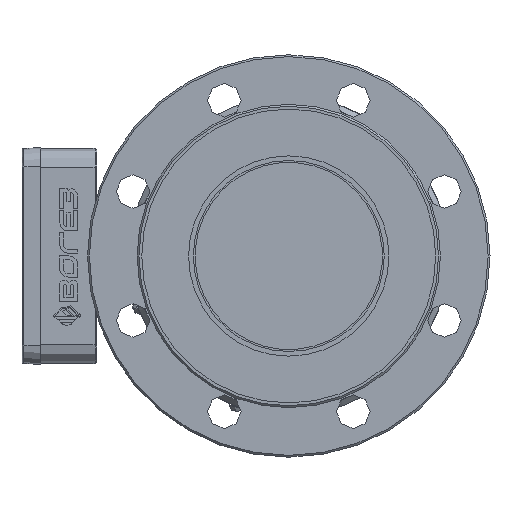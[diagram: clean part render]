
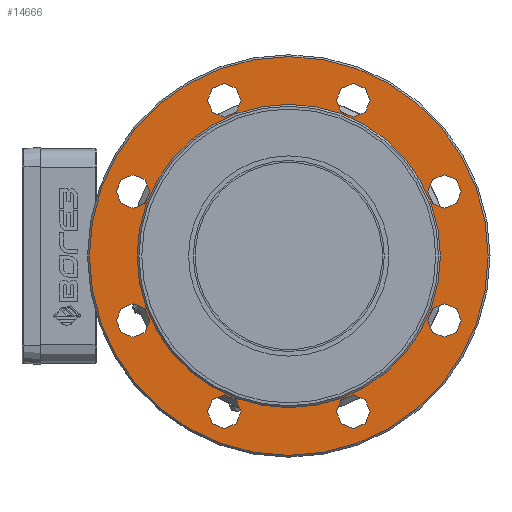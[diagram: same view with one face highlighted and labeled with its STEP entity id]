
A CAD part, left-side view. The second image highlights one B-rep face of the part: STEP entity #14666.
In plain terms, the highlighted planar face has unit normal (-1, 0, 0).
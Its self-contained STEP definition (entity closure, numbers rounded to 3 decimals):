
#136=FACE_BOUND('',#2259,.T.);
#137=FACE_BOUND('',#2260,.T.);
#138=FACE_BOUND('',#2261,.T.);
#139=FACE_BOUND('',#2262,.T.);
#140=FACE_BOUND('',#2263,.T.);
#141=FACE_BOUND('',#2264,.T.);
#142=FACE_BOUND('',#2265,.T.);
#143=FACE_BOUND('',#2266,.T.);
#144=FACE_BOUND('',#2267,.T.);
#145=FACE_BOUND('',#2268,.T.);
#146=FACE_BOUND('',#2269,.T.);
#147=FACE_BOUND('',#2270,.T.);
#148=FACE_BOUND('',#2271,.T.);
#149=FACE_BOUND('',#2272,.T.);
#150=FACE_BOUND('',#2273,.T.);
#151=FACE_BOUND('',#2274,.T.);
#152=FACE_BOUND('',#2275,.T.);
#430=CIRCLE('',#15599,9.);
#431=CIRCLE('',#15601,9.);
#432=CIRCLE('',#15603,9.);
#433=CIRCLE('',#15605,9.);
#434=CIRCLE('',#15607,9.);
#435=CIRCLE('',#15609,9.);
#436=CIRCLE('',#15611,9.);
#437=CIRCLE('',#15613,9.);
#460=CIRCLE('',#15655,106.5);
#461=CIRCLE('',#15656,3.);
#462=CIRCLE('',#15657,71.);
#463=CIRCLE('',#15658,3.);
#464=CIRCLE('',#15659,3.);
#465=CIRCLE('',#15660,3.);
#466=CIRCLE('',#15661,3.);
#467=CIRCLE('',#15662,3.);
#468=CIRCLE('',#15663,3.);
#469=CIRCLE('',#15664,3.);
#1339=FACE_OUTER_BOUND('',#2258,.T.);
#2258=EDGE_LOOP('',(#9737));
#2259=EDGE_LOOP('',(#9738));
#2260=EDGE_LOOP('',(#9739));
#2261=EDGE_LOOP('',(#9740));
#2262=EDGE_LOOP('',(#9741));
#2263=EDGE_LOOP('',(#9742));
#2264=EDGE_LOOP('',(#9743));
#2265=EDGE_LOOP('',(#9744));
#2266=EDGE_LOOP('',(#9745));
#2267=EDGE_LOOP('',(#9746));
#2268=EDGE_LOOP('',(#9747));
#2269=EDGE_LOOP('',(#9748));
#2270=EDGE_LOOP('',(#9749));
#2271=EDGE_LOOP('',(#9750));
#2272=EDGE_LOOP('',(#9751));
#2273=EDGE_LOOP('',(#9752));
#2274=EDGE_LOOP('',(#9753));
#2275=EDGE_LOOP('',(#9754));
#6013=VERTEX_POINT('',#23345);
#6014=VERTEX_POINT('',#23348);
#6015=VERTEX_POINT('',#23351);
#6016=VERTEX_POINT('',#23354);
#6017=VERTEX_POINT('',#23357);
#6018=VERTEX_POINT('',#23360);
#6019=VERTEX_POINT('',#23363);
#6020=VERTEX_POINT('',#23366);
#6039=VERTEX_POINT('',#23431);
#6040=VERTEX_POINT('',#23433);
#6041=VERTEX_POINT('',#23435);
#6042=VERTEX_POINT('',#23437);
#6043=VERTEX_POINT('',#23439);
#6044=VERTEX_POINT('',#23441);
#6045=VERTEX_POINT('',#23443);
#6046=VERTEX_POINT('',#23445);
#6047=VERTEX_POINT('',#23447);
#6048=VERTEX_POINT('',#23449);
#7489=EDGE_CURVE('',#6013,#6013,#430,.F.);
#7490=EDGE_CURVE('',#6014,#6014,#431,.F.);
#7491=EDGE_CURVE('',#6015,#6015,#432,.F.);
#7492=EDGE_CURVE('',#6016,#6016,#433,.F.);
#7493=EDGE_CURVE('',#6017,#6017,#434,.F.);
#7494=EDGE_CURVE('',#6018,#6018,#435,.F.);
#7495=EDGE_CURVE('',#6019,#6019,#436,.F.);
#7496=EDGE_CURVE('',#6020,#6020,#437,.F.);
#7523=EDGE_CURVE('',#6039,#6039,#460,.T.);
#7524=EDGE_CURVE('',#6040,#6040,#461,.T.);
#7525=EDGE_CURVE('',#6041,#6041,#462,.T.);
#7526=EDGE_CURVE('',#6042,#6042,#463,.T.);
#7527=EDGE_CURVE('',#6043,#6043,#464,.T.);
#7528=EDGE_CURVE('',#6044,#6044,#465,.T.);
#7529=EDGE_CURVE('',#6045,#6045,#466,.T.);
#7530=EDGE_CURVE('',#6046,#6046,#467,.T.);
#7531=EDGE_CURVE('',#6047,#6047,#468,.T.);
#7532=EDGE_CURVE('',#6048,#6048,#469,.T.);
#9737=ORIENTED_EDGE('',*,*,#7523,.F.);
#9738=ORIENTED_EDGE('',*,*,#7524,.F.);
#9739=ORIENTED_EDGE('',*,*,#7489,.T.);
#9740=ORIENTED_EDGE('',*,*,#7490,.T.);
#9741=ORIENTED_EDGE('',*,*,#7491,.T.);
#9742=ORIENTED_EDGE('',*,*,#7492,.T.);
#9743=ORIENTED_EDGE('',*,*,#7525,.T.);
#9744=ORIENTED_EDGE('',*,*,#7493,.T.);
#9745=ORIENTED_EDGE('',*,*,#7494,.T.);
#9746=ORIENTED_EDGE('',*,*,#7495,.T.);
#9747=ORIENTED_EDGE('',*,*,#7496,.T.);
#9748=ORIENTED_EDGE('',*,*,#7526,.F.);
#9749=ORIENTED_EDGE('',*,*,#7527,.F.);
#9750=ORIENTED_EDGE('',*,*,#7528,.F.);
#9751=ORIENTED_EDGE('',*,*,#7529,.F.);
#9752=ORIENTED_EDGE('',*,*,#7530,.F.);
#9753=ORIENTED_EDGE('',*,*,#7531,.F.);
#9754=ORIENTED_EDGE('',*,*,#7532,.F.);
#13576=PLANE('',#15654);
#14666=ADVANCED_FACE('',(#1339,#136,#137,#138,#139,#140,#141,#142,#143,
#144,#145,#146,#147,#148,#149,#150,#151,#152),#13576,.T.);
#15599=AXIS2_PLACEMENT_3D('',#23346,#17317,#17318);
#15601=AXIS2_PLACEMENT_3D('',#23349,#17321,#17322);
#15603=AXIS2_PLACEMENT_3D('',#23352,#17325,#17326);
#15605=AXIS2_PLACEMENT_3D('',#23355,#17329,#17330);
#15607=AXIS2_PLACEMENT_3D('',#23358,#17333,#17334);
#15609=AXIS2_PLACEMENT_3D('',#23361,#17337,#17338);
#15611=AXIS2_PLACEMENT_3D('',#23364,#17341,#17342);
#15613=AXIS2_PLACEMENT_3D('',#23367,#17345,#17346);
#15654=AXIS2_PLACEMENT_3D('',#23430,#17431,#17432);
#15655=AXIS2_PLACEMENT_3D('',#23432,#17433,#17434);
#15656=AXIS2_PLACEMENT_3D('',#23434,#17435,#17436);
#15657=AXIS2_PLACEMENT_3D('',#23436,#17437,#17438);
#15658=AXIS2_PLACEMENT_3D('',#23438,#17439,#17440);
#15659=AXIS2_PLACEMENT_3D('',#23440,#17441,#17442);
#15660=AXIS2_PLACEMENT_3D('',#23442,#17443,#17444);
#15661=AXIS2_PLACEMENT_3D('',#23444,#17445,#17446);
#15662=AXIS2_PLACEMENT_3D('',#23446,#17447,#17448);
#15663=AXIS2_PLACEMENT_3D('',#23448,#17449,#17450);
#15664=AXIS2_PLACEMENT_3D('',#23450,#17451,#17452);
#17317=DIRECTION('center_axis',(-1.,0.,0.));
#17318=DIRECTION('ref_axis',(0.,0.707,-0.707));
#17321=DIRECTION('center_axis',(-1.,0.,0.));
#17322=DIRECTION('ref_axis',(0.,-0.707,-0.707));
#17325=DIRECTION('center_axis',(-1.,0.,0.));
#17326=DIRECTION('ref_axis',(0.,-0.707,0.707));
#17329=DIRECTION('center_axis',(-1.,0.,0.));
#17330=DIRECTION('ref_axis',(0.,0.,1.));
#17333=DIRECTION('center_axis',(-1.,0.,0.));
#17334=DIRECTION('ref_axis',(0.,0.707,0.707));
#17337=DIRECTION('center_axis',(-1.,0.,0.));
#17338=DIRECTION('ref_axis',(0.,-1.,0.));
#17341=DIRECTION('center_axis',(-1.,0.,0.));
#17342=DIRECTION('ref_axis',(0.,0.,-1.));
#17345=DIRECTION('center_axis',(-1.,0.,0.));
#17346=DIRECTION('ref_axis',(0.,1.,0.));
#17431=DIRECTION('center_axis',(-1.,0.,0.));
#17432=DIRECTION('ref_axis',(0.,1.,0.));
#17433=DIRECTION('center_axis',(1.,0.,0.));
#17434=DIRECTION('ref_axis',(0.,1.,0.));
#17435=DIRECTION('center_axis',(-1.,0.,0.));
#17436=DIRECTION('ref_axis',(0.,0.,1.));
#17437=DIRECTION('center_axis',(1.,0.,0.));
#17438=DIRECTION('ref_axis',(0.,1.,0.));
#17439=DIRECTION('center_axis',(-1.,0.,0.));
#17440=DIRECTION('ref_axis',(0.,-0.707,0.707));
#17441=DIRECTION('center_axis',(-1.,0.,0.));
#17442=DIRECTION('ref_axis',(0.,-1.,0.));
#17443=DIRECTION('center_axis',(-1.,0.,0.));
#17444=DIRECTION('ref_axis',(0.,-0.707,-0.707));
#17445=DIRECTION('center_axis',(-1.,0.,0.));
#17446=DIRECTION('ref_axis',(0.,0.,-1.));
#17447=DIRECTION('center_axis',(-1.,0.,0.));
#17448=DIRECTION('ref_axis',(0.,0.707,-0.707));
#17449=DIRECTION('center_axis',(-1.,0.,0.));
#17450=DIRECTION('ref_axis',(0.,1.,0.));
#17451=DIRECTION('center_axis',(-1.,0.,0.));
#17452=DIRECTION('ref_axis',(0.,0.707,0.707));
#23345=CARTESIAN_POINT('',(-107.,-76.785,-40.805));
#23346=CARTESIAN_POINT('Origin',(-107.,-83.149,-34.442));
#23348=CARTESIAN_POINT('',(-107.,-40.805,76.785));
#23349=CARTESIAN_POINT('Origin',(-107.,-34.442,83.149));
#23351=CARTESIAN_POINT('',(-107.,76.785,40.805));
#23352=CARTESIAN_POINT('Origin',(-107.,83.149,34.442));
#23354=CARTESIAN_POINT('',(-107.,83.149,-25.442));
#23355=CARTESIAN_POINT('Origin',(-107.,83.149,-34.442));
#23357=CARTESIAN_POINT('',(-107.,40.805,-76.785));
#23358=CARTESIAN_POINT('Origin',(-107.,34.442,-83.149));
#23360=CARTESIAN_POINT('',(-107.,25.442,83.149));
#23361=CARTESIAN_POINT('Origin',(-107.,34.442,83.149));
#23363=CARTESIAN_POINT('',(-107.,-83.149,25.442));
#23364=CARTESIAN_POINT('Origin',(-107.,-83.149,34.442));
#23366=CARTESIAN_POINT('',(-107.,-25.442,-83.149));
#23367=CARTESIAN_POINT('Origin',(-107.,-34.442,-83.149));
#23430=CARTESIAN_POINT('Origin',(-107.,0.,0.));
#23431=CARTESIAN_POINT('',(-107.,106.5,0.));
#23432=CARTESIAN_POINT('Origin',(-107.,0.,0.));
#23433=CARTESIAN_POINT('',(-107.,76.,3.));
#23434=CARTESIAN_POINT('Origin',(-107.,76.,0.));
#23435=CARTESIAN_POINT('',(-107.,71.,0.));
#23436=CARTESIAN_POINT('Origin',(-107.,0.,0.));
#23437=CARTESIAN_POINT('',(-107.,51.619,55.861));
#23438=CARTESIAN_POINT('Origin',(-107.,53.74,53.74));
#23439=CARTESIAN_POINT('',(-107.,-3.,76.));
#23440=CARTESIAN_POINT('Origin',(-107.,0.,76.));
#23441=CARTESIAN_POINT('',(-107.,-55.861,51.619));
#23442=CARTESIAN_POINT('Origin',(-107.,-53.74,53.74));
#23443=CARTESIAN_POINT('',(-107.,-76.,-3.));
#23444=CARTESIAN_POINT('Origin',(-107.,-76.,0.));
#23445=CARTESIAN_POINT('',(-107.,-51.619,-55.861));
#23446=CARTESIAN_POINT('Origin',(-107.,-53.74,-53.74));
#23447=CARTESIAN_POINT('',(-107.,3.,-76.));
#23448=CARTESIAN_POINT('Origin',(-107.,0.,-76.));
#23449=CARTESIAN_POINT('',(-107.,55.861,-51.619));
#23450=CARTESIAN_POINT('Origin',(-107.,53.74,-53.74));
